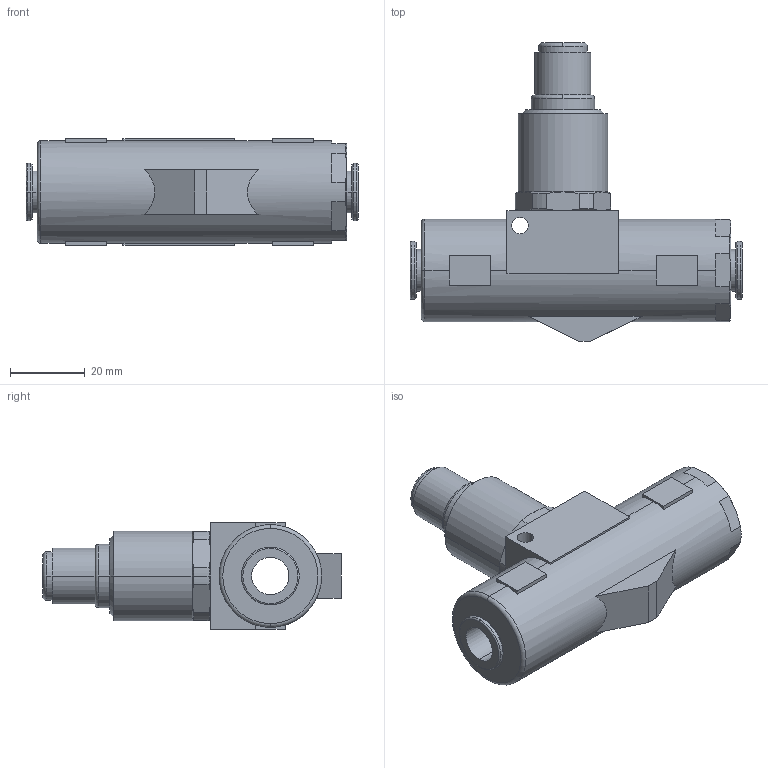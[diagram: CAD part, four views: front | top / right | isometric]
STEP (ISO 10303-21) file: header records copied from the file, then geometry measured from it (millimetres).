
FILE_DESCRIPTION(('STEP AP214'),'1');
FILE_NAME('7316_10_00.stp','2016-07-07T14:31:18',('TraceParts'),('TraceParts S.A.'),'Spatial InterOp 3D',' ',' ');
FILE_SCHEMA(('automotive_design'));
Length unit declared in the file: millimetre
Products named in the file (2): 1; 2
Bounding box: 89 x 80 x 28.5 mm (x, y, z)
Volume: 64929.9 mm3; surface area: 18652.1 mm2
Topology: 2 solids, 2 shells, 149 faces, 373 edges, 239 vertices
Faces by surface type: plane 70, cylinder 35, cone 34, torus 10
Entity records: 4562 total; most frequent: CARTESIAN_POINT 907, DIRECTION 812, ORIENTED_EDGE 746, EDGE_CURVE 373, AXIS2_PLACEMENT_3D 324, VERTEX_POINT 239, CIRCLE 171, EDGE_LOOP 164
